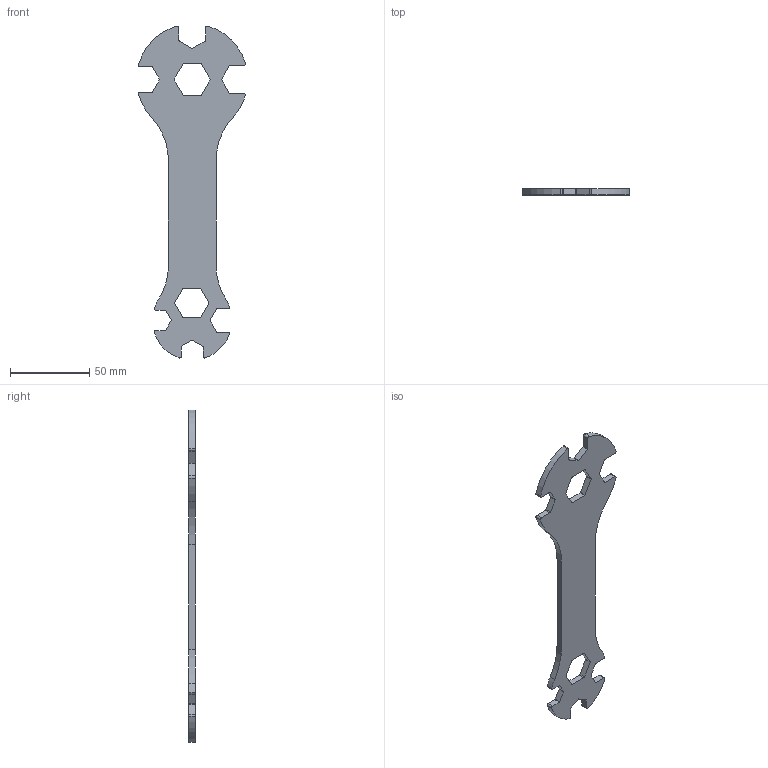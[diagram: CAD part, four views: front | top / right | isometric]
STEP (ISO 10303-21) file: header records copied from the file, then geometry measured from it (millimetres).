
FILE_DESCRIPTION((''),'2;1');
FILE_NAME('SPANNER_12_13_14_15_16_17','2021-09-27T17:26:48',('shahed'),(''),'CREO PARAMETRIC BY PTC INC, 2018050','CREO PARAMETRIC BY PTC INC, 2018050','');
FILE_SCHEMA(('CONFIG_CONTROL_DESIGN'));
Length unit declared in the file: millimetre
Products named in the file (1): SPANNER_12_13_14_15_16_17
Bounding box: 67.34 x 4 x 208.96 mm (x, y, z)
Volume: 28141.9 mm3; surface area: 17055.9 mm2
Topology: 1 solids, 1 shells, 94 faces, 276 edges, 184 vertices
Faces by surface type: cylinder 54, plane 40
Entity records: 3214 total; most frequent: DIRECTION 572, CARTESIAN_POINT 554, ORIENTED_EDGE 552, EDGE_CURVE 276, AXIS2_PLACEMENT_3D 202, VERTEX_POINT 184, VECTOR 168, LINE 168
